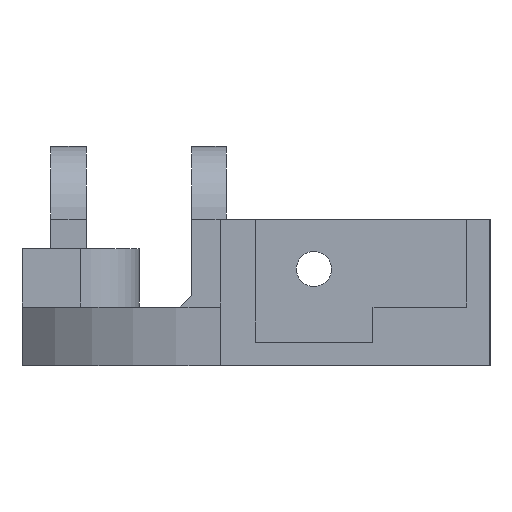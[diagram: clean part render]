
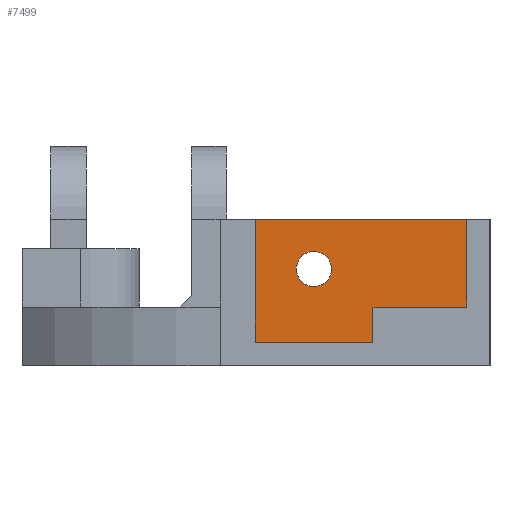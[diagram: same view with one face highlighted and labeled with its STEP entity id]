
A CAD part, left-side view. The second image highlights one B-rep face of the part: STEP entity #7499.
In plain terms, the highlighted planar face has unit normal (-1, 0, 0).
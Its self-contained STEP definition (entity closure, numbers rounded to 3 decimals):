
#2568 = PLANE('',#2569);
#2569 = AXIS2_PLACEMENT_3D('',#2570,#2571,#2572);
#2570 = CARTESIAN_POINT('',(-100.,0.,25.));
#2571 = DIRECTION('',(0.,0.,-1.));
#2572 = DIRECTION('',(-1.,0.,0.));
#2647 = CYLINDRICAL_SURFACE('',#2648,3.);
#2648 = AXIS2_PLACEMENT_3D('',#2649,#2650,#2651);
#2649 = CARTESIAN_POINT('',(79.9,30.1,16.5));
#2650 = DIRECTION('',(1.,0.,0.));
#2651 = DIRECTION('',(0.,1.,0.));
#3675 = PLANE('',#3676);
#3676 = AXIS2_PLACEMENT_3D('',#3677,#3678,#3679);
#3677 = CARTESIAN_POINT('',(-93.,4.,0.));
#3678 = DIRECTION('',(0.,1.,0.));
#3679 = DIRECTION('',(0.,-0.,1.));
#4735 = PLANE('',#4736);
#4736 = AXIS2_PLACEMENT_3D('',#4737,#4738,#4739);
#4737 = CARTESIAN_POINT('',(-100.,40.1,26.));
#4738 = DIRECTION('',(-0.,-1.,-0.));
#4739 = DIRECTION('',(0.,0.,1.));
#4763 = PLANE('',#4764);
#4764 = AXIS2_PLACEMENT_3D('',#4765,#4766,#4767);
#4765 = CARTESIAN_POINT('',(-100.,40.1,4.));
#4766 = DIRECTION('',(0.,0.,1.));
#4767 = DIRECTION('',(0.,1.,0.));
#4791 = PLANE('',#4792);
#4792 = AXIS2_PLACEMENT_3D('',#4793,#4794,#4795);
#4793 = CARTESIAN_POINT('',(-100.,20.,10.));
#4794 = DIRECTION('',(-0.,-1.,-0.));
#4795 = DIRECTION('',(0.,0.,1.));
#4819 = PLANE('',#4820);
#4820 = AXIS2_PLACEMENT_3D('',#4821,#4822,#4823);
#4821 = CARTESIAN_POINT('',(-100.,4.,10.));
#4822 = DIRECTION('',(-0.,-0.,-1.));
#4823 = DIRECTION('',(0.,-1.,0.));
#4932 = VERTEX_POINT('',#4933);
#4933 = CARTESIAN_POINT('',(-79.9,40.1,25.));
#4958 = VERTEX_POINT('',#4959);
#4959 = CARTESIAN_POINT('',(-79.9,4.,25.));
#4979 = EDGE_CURVE('',#4932,#4958,#4980,.T.);
#4980 = SURFACE_CURVE('',#4981,(#4985,#4991),.PCURVE_S1.);
#4981 = LINE('',#4982,#4983);
#4982 = CARTESIAN_POINT('',(-79.9,2.,25.));
#4983 = VECTOR('',#4984,1.);
#4984 = DIRECTION('',(0.,-1.,0.));
#4985 = PCURVE('',#2568,#4986);
#4986 = DEFINITIONAL_REPRESENTATION('',(#4987),#4990);
#4987 = B_SPLINE_CURVE_WITH_KNOTS('',1,(#4988,#4989),.UNSPECIFIED.,.F.,
  .F.,(2,2),(-38.1,-2.),.PIECEWISE_BEZIER_KNOTS.);
#4988 = CARTESIAN_POINT('',(-20.1,40.1));
#4989 = CARTESIAN_POINT('',(-20.1,4.));
#4990 = ( GEOMETRIC_REPRESENTATION_CONTEXT(2) 
PARAMETRIC_REPRESENTATION_CONTEXT() REPRESENTATION_CONTEXT('2D SPACE',''
  ) );
#4991 = PCURVE('',#4992,#4997);
#4992 = PLANE('',#4993);
#4993 = AXIS2_PLACEMENT_3D('',#4994,#4995,#4996);
#4994 = CARTESIAN_POINT('',(-79.9,4.,26.));
#4995 = DIRECTION('',(-1.,-0.,-0.));
#4996 = DIRECTION('',(0.,0.,-1.));
#4997 = DEFINITIONAL_REPRESENTATION('',(#4998),#5001);
#4998 = B_SPLINE_CURVE_WITH_KNOTS('',1,(#4999,#5000),.UNSPECIFIED.,.F.,
  .F.,(2,2),(-38.1,-2.),.PIECEWISE_BEZIER_KNOTS.);
#4999 = CARTESIAN_POINT('',(1.,-36.1));
#5000 = CARTESIAN_POINT('',(1.,0.));
#5001 = ( GEOMETRIC_REPRESENTATION_CONTEXT(2) 
PARAMETRIC_REPRESENTATION_CONTEXT() REPRESENTATION_CONTEXT('2D SPACE',''
  ) );
#5007 = VERTEX_POINT('',#5008);
#5008 = CARTESIAN_POINT('',(-79.9,33.1,16.5));
#5031 = EDGE_CURVE('',#5007,#5007,#5032,.T.);
#5032 = SURFACE_CURVE('',#5033,(#5038,#5045),.PCURVE_S1.);
#5033 = CIRCLE('',#5034,3.);
#5034 = AXIS2_PLACEMENT_3D('',#5035,#5036,#5037);
#5035 = CARTESIAN_POINT('',(-79.9,30.1,16.5));
#5036 = DIRECTION('',(1.,0.,-0.));
#5037 = DIRECTION('',(0.,0.,1.));
#5038 = PCURVE('',#2647,#5039);
#5039 = DEFINITIONAL_REPRESENTATION('',(#5040),#5044);
#5040 = LINE('',#5041,#5042);
#5041 = CARTESIAN_POINT('',(1.571,-159.8));
#5042 = VECTOR('',#5043,1.);
#5043 = DIRECTION('',(1.,0.));
#5044 = ( GEOMETRIC_REPRESENTATION_CONTEXT(2) 
PARAMETRIC_REPRESENTATION_CONTEXT() REPRESENTATION_CONTEXT('2D SPACE',''
  ) );
#5045 = PCURVE('',#4992,#5046);
#5046 = DEFINITIONAL_REPRESENTATION('',(#5047),#5055);
#5047 = ( BOUNDED_CURVE() B_SPLINE_CURVE(2,(#5048,#5049,#5050,#5051,
#5052,#5053,#5054),.UNSPECIFIED.,.F.,.F.) B_SPLINE_CURVE_WITH_KNOTS((1,2
    ,2,2,2,1),(-2.094,0.,2.094,4.189,
6.283,8.378),.UNSPECIFIED.) CURVE() 
GEOMETRIC_REPRESENTATION_ITEM() RATIONAL_B_SPLINE_CURVE((1.,0.5,1.,0.5,
1.,0.5,1.)) REPRESENTATION_ITEM('') );
#5048 = CARTESIAN_POINT('',(6.5,-26.1));
#5049 = CARTESIAN_POINT('',(6.5,-20.904));
#5050 = CARTESIAN_POINT('',(11.,-23.502));
#5051 = CARTESIAN_POINT('',(15.5,-26.1));
#5052 = CARTESIAN_POINT('',(11.,-28.698));
#5053 = CARTESIAN_POINT('',(6.5,-31.296));
#5054 = CARTESIAN_POINT('',(6.5,-26.1));
#5055 = ( GEOMETRIC_REPRESENTATION_CONTEXT(2) 
PARAMETRIC_REPRESENTATION_CONTEXT() REPRESENTATION_CONTEXT('2D SPACE',''
  ) );
#7282 = EDGE_CURVE('',#4932,#7283,#7285,.T.);
#7283 = VERTEX_POINT('',#7284);
#7284 = CARTESIAN_POINT('',(-79.9,40.1,4.));
#7285 = SURFACE_CURVE('',#7286,(#7290,#7297),.PCURVE_S1.);
#7286 = LINE('',#7287,#7288);
#7287 = CARTESIAN_POINT('',(-79.9,40.1,26.));
#7288 = VECTOR('',#7289,1.);
#7289 = DIRECTION('',(-0.,-0.,-1.));
#7290 = PCURVE('',#4735,#7291);
#7291 = DEFINITIONAL_REPRESENTATION('',(#7292),#7296);
#7292 = LINE('',#7293,#7294);
#7293 = CARTESIAN_POINT('',(-0.,-20.1));
#7294 = VECTOR('',#7295,1.);
#7295 = DIRECTION('',(-1.,0.));
#7296 = ( GEOMETRIC_REPRESENTATION_CONTEXT(2) 
PARAMETRIC_REPRESENTATION_CONTEXT() REPRESENTATION_CONTEXT('2D SPACE',''
  ) );
#7297 = PCURVE('',#4992,#7298);
#7298 = DEFINITIONAL_REPRESENTATION('',(#7299),#7303);
#7299 = LINE('',#7300,#7301);
#7300 = CARTESIAN_POINT('',(-0.,-36.1));
#7301 = VECTOR('',#7302,1.);
#7302 = DIRECTION('',(1.,-0.));
#7303 = ( GEOMETRIC_REPRESENTATION_CONTEXT(2) 
PARAMETRIC_REPRESENTATION_CONTEXT() REPRESENTATION_CONTEXT('2D SPACE',''
  ) );
#7333 = EDGE_CURVE('',#7283,#7334,#7336,.T.);
#7334 = VERTEX_POINT('',#7335);
#7335 = CARTESIAN_POINT('',(-79.9,20.,4.));
#7336 = SURFACE_CURVE('',#7337,(#7341,#7348),.PCURVE_S1.);
#7337 = LINE('',#7338,#7339);
#7338 = CARTESIAN_POINT('',(-79.9,40.1,4.));
#7339 = VECTOR('',#7340,1.);
#7340 = DIRECTION('',(-0.,-1.,-0.));
#7341 = PCURVE('',#4763,#7342);
#7342 = DEFINITIONAL_REPRESENTATION('',(#7343),#7347);
#7343 = LINE('',#7344,#7345);
#7344 = CARTESIAN_POINT('',(-0.,-20.1));
#7345 = VECTOR('',#7346,1.);
#7346 = DIRECTION('',(-1.,0.));
#7347 = ( GEOMETRIC_REPRESENTATION_CONTEXT(2) 
PARAMETRIC_REPRESENTATION_CONTEXT() REPRESENTATION_CONTEXT('2D SPACE',''
  ) );
#7348 = PCURVE('',#4992,#7349);
#7349 = DEFINITIONAL_REPRESENTATION('',(#7350),#7354);
#7350 = LINE('',#7351,#7352);
#7351 = CARTESIAN_POINT('',(22.,-36.1));
#7352 = VECTOR('',#7353,1.);
#7353 = DIRECTION('',(-0.,1.));
#7354 = ( GEOMETRIC_REPRESENTATION_CONTEXT(2) 
PARAMETRIC_REPRESENTATION_CONTEXT() REPRESENTATION_CONTEXT('2D SPACE',''
  ) );
#7382 = VERTEX_POINT('',#7383);
#7383 = CARTESIAN_POINT('',(-79.9,20.,10.));
#7404 = EDGE_CURVE('',#7382,#7334,#7405,.T.);
#7405 = SURFACE_CURVE('',#7406,(#7410,#7417),.PCURVE_S1.);
#7406 = LINE('',#7407,#7408);
#7407 = CARTESIAN_POINT('',(-79.9,20.,10.));
#7408 = VECTOR('',#7409,1.);
#7409 = DIRECTION('',(-0.,-0.,-1.));
#7410 = PCURVE('',#4791,#7411);
#7411 = DEFINITIONAL_REPRESENTATION('',(#7412),#7416);
#7412 = LINE('',#7413,#7414);
#7413 = CARTESIAN_POINT('',(-0.,-20.1));
#7414 = VECTOR('',#7415,1.);
#7415 = DIRECTION('',(-1.,0.));
#7416 = ( GEOMETRIC_REPRESENTATION_CONTEXT(2) 
PARAMETRIC_REPRESENTATION_CONTEXT() REPRESENTATION_CONTEXT('2D SPACE',''
  ) );
#7417 = PCURVE('',#4992,#7418);
#7418 = DEFINITIONAL_REPRESENTATION('',(#7419),#7423);
#7419 = LINE('',#7420,#7421);
#7420 = CARTESIAN_POINT('',(16.,-16.));
#7421 = VECTOR('',#7422,1.);
#7422 = DIRECTION('',(1.,-0.));
#7423 = ( GEOMETRIC_REPRESENTATION_CONTEXT(2) 
PARAMETRIC_REPRESENTATION_CONTEXT() REPRESENTATION_CONTEXT('2D SPACE',''
  ) );
#7456 = VERTEX_POINT('',#7457);
#7457 = CARTESIAN_POINT('',(-79.9,4.,10.));
#7478 = EDGE_CURVE('',#7456,#7382,#7479,.T.);
#7479 = SURFACE_CURVE('',#7480,(#7484,#7491),.PCURVE_S1.);
#7480 = LINE('',#7481,#7482);
#7481 = CARTESIAN_POINT('',(-79.9,4.,10.));
#7482 = VECTOR('',#7483,1.);
#7483 = DIRECTION('',(0.,1.,0.));
#7484 = PCURVE('',#4819,#7485);
#7485 = DEFINITIONAL_REPRESENTATION('',(#7486),#7490);
#7486 = LINE('',#7487,#7488);
#7487 = CARTESIAN_POINT('',(-0.,-20.1));
#7488 = VECTOR('',#7489,1.);
#7489 = DIRECTION('',(-1.,0.));
#7490 = ( GEOMETRIC_REPRESENTATION_CONTEXT(2) 
PARAMETRIC_REPRESENTATION_CONTEXT() REPRESENTATION_CONTEXT('2D SPACE',''
  ) );
#7491 = PCURVE('',#4992,#7492);
#7492 = DEFINITIONAL_REPRESENTATION('',(#7493),#7497);
#7493 = LINE('',#7494,#7495);
#7494 = CARTESIAN_POINT('',(16.,-0.));
#7495 = VECTOR('',#7496,1.);
#7496 = DIRECTION('',(-0.,-1.));
#7497 = ( GEOMETRIC_REPRESENTATION_CONTEXT(2) 
PARAMETRIC_REPRESENTATION_CONTEXT() REPRESENTATION_CONTEXT('2D SPACE',''
  ) );
#7499 = ADVANCED_FACE('',(#7500,#7503),#4992,.T.);
#7500 = FACE_BOUND('',#7501,.F.);
#7501 = EDGE_LOOP('',(#7502));
#7502 = ORIENTED_EDGE('',*,*,#5031,.F.);
#7503 = FACE_BOUND('',#7504,.F.);
#7504 = EDGE_LOOP('',(#7505,#7506,#7507,#7528,#7529,#7530));
#7505 = ORIENTED_EDGE('',*,*,#7282,.F.);
#7506 = ORIENTED_EDGE('',*,*,#4979,.T.);
#7507 = ORIENTED_EDGE('',*,*,#7508,.F.);
#7508 = EDGE_CURVE('',#7456,#4958,#7509,.T.);
#7509 = SURFACE_CURVE('',#7510,(#7514,#7521),.PCURVE_S1.);
#7510 = LINE('',#7511,#7512);
#7511 = CARTESIAN_POINT('',(-79.9,4.,10.));
#7512 = VECTOR('',#7513,1.);
#7513 = DIRECTION('',(0.,0.,1.));
#7514 = PCURVE('',#4992,#7515);
#7515 = DEFINITIONAL_REPRESENTATION('',(#7516),#7520);
#7516 = LINE('',#7517,#7518);
#7517 = CARTESIAN_POINT('',(16.,-0.));
#7518 = VECTOR('',#7519,1.);
#7519 = DIRECTION('',(-1.,0.));
#7520 = ( GEOMETRIC_REPRESENTATION_CONTEXT(2) 
PARAMETRIC_REPRESENTATION_CONTEXT() REPRESENTATION_CONTEXT('2D SPACE',''
  ) );
#7521 = PCURVE('',#3675,#7522);
#7522 = DEFINITIONAL_REPRESENTATION('',(#7523),#7527);
#7523 = LINE('',#7524,#7525);
#7524 = CARTESIAN_POINT('',(10.,13.1));
#7525 = VECTOR('',#7526,1.);
#7526 = DIRECTION('',(1.,0.));
#7527 = ( GEOMETRIC_REPRESENTATION_CONTEXT(2) 
PARAMETRIC_REPRESENTATION_CONTEXT() REPRESENTATION_CONTEXT('2D SPACE',''
  ) );
#7528 = ORIENTED_EDGE('',*,*,#7478,.T.);
#7529 = ORIENTED_EDGE('',*,*,#7404,.T.);
#7530 = ORIENTED_EDGE('',*,*,#7333,.F.);
